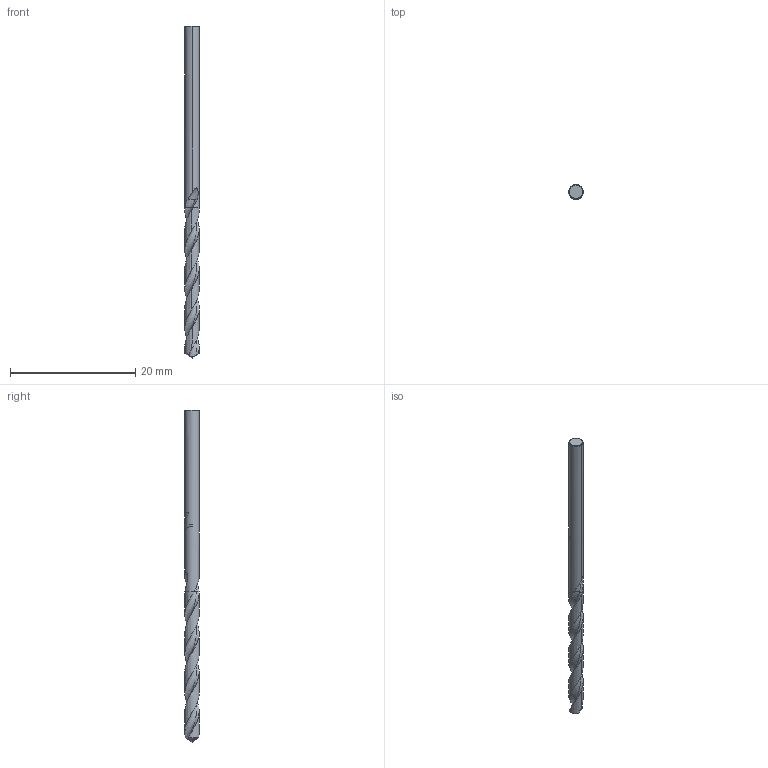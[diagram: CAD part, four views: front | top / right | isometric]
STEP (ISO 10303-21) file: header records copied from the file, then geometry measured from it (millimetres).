
FILE_DESCRIPTION(('no description'),'unknown implementation level');
FILE_NAME('solidD9z0bh8uU4uKMBap9R_LEktq1c0_1.STP',' ',('CIMSOURCE GmbH'),('CADClick - KiM GmbH - www.kimweb.de'),'unknown preprocess','ACIS','unknown authorization');
FILE_SCHEMA(('automotive_design'));
Length unit declared in the file: millimetre
Products named in the file (2): 1; 2
Bounding box: 2.3 x 2.3 x 53 mm (x, y, z)
Volume: 173.6 mm3; surface area: 409.3 mm2
Topology: 2 solids, 2 shells, 49 faces, 134 edges, 87 vertices
Faces by surface type: cone 14, bspline 12, cylinder 10, plane 9, revolution 4
Entity records: 11997 total; most frequent: CARTESIAN_POINT 9378, STYLED_ITEM 270, PRESENTATION_STYLE_ASSIGNMENT 270, COLOUR_RGB 270, ORIENTED_EDGE 264, DIRECTION 165, EDGE_CURVE 132, CURVE_STYLE 132
